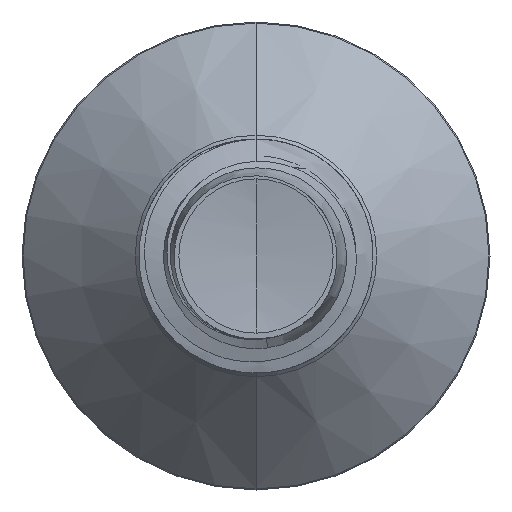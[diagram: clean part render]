
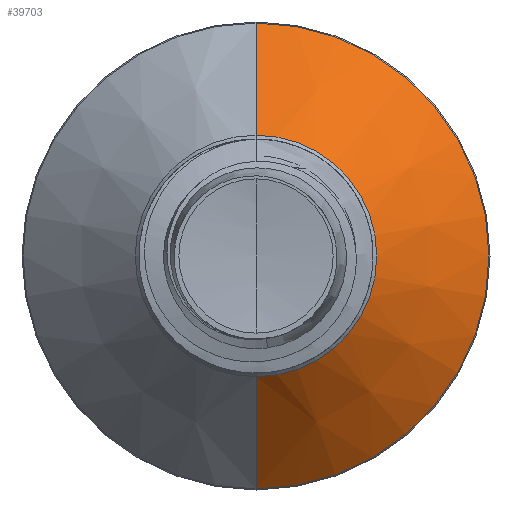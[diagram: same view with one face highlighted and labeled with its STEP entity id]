
A CAD part, front view. The second image highlights one B-rep face of the part: STEP entity #39703.
In plain terms, the highlighted conical face has half-angle 45 degrees and reference radius 4.129 mm.
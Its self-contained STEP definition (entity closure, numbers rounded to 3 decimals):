
#630 = EDGE_CURVE ( 'NONE', #35653, #18254, #9516, .T. ) ;
#1224 = ORIENTED_EDGE ( 'NONE', *, *, #10518, .F. ) ;
#1378 = DIRECTION ( 'NONE',  ( 0., 1., 0. ) ) ;
#1453 = CIRCLE ( 'NONE', #10991, 4.129 ) ;
#2325 = CARTESIAN_POINT ( 'NONE',  ( 0., 39.015, 7.965 ) ) ;
#3349 = DIRECTION ( 'NONE',  ( 0., 0., 1. ) ) ;
#4859 = DIRECTION ( 'NONE',  ( 0., 0., 1. ) ) ;
#7003 = EDGE_LOOP ( 'NONE', ( #27911, #10182, #18458, #1224 ) ) ;
#7954 = AXIS2_PLACEMENT_3D ( 'NONE', #27370, #1378, #4859 ) ;
#9516 = CIRCLE ( 'NONE', #18387, 7.965 ) ;
#10182 = ORIENTED_EDGE ( 'NONE', *, *, #11109, .T. ) ;
#10323 = EDGE_CURVE ( 'NONE', #34009, #34590, #1453, .T. ) ;
#10518 = EDGE_CURVE ( 'NONE', #34009, #35653, #33082, .T. ) ;
#10991 = AXIS2_PLACEMENT_3D ( 'NONE', #39696, #23190, #3349 ) ;
#11109 = EDGE_CURVE ( 'NONE', #34590, #18254, #30482, .T. ) ;
#11832 = DIRECTION ( 'NONE',  ( 0., 0., 1. ) ) ;
#11844 = DIRECTION ( 'NONE',  ( 0., 1., 0. ) ) ;
#11925 = CARTESIAN_POINT ( 'NONE',  ( 0., 39.015, 0. ) ) ;
#17275 = VECTOR ( 'NONE', #27363, 1000. ) ;
#18254 = VERTEX_POINT ( 'NONE', #27867 ) ;
#18387 = AXIS2_PLACEMENT_3D ( 'NONE', #11925, #11844, #11832 ) ;
#18458 = ORIENTED_EDGE ( 'NONE', *, *, #630, .F. ) ;
#23147 = FACE_OUTER_BOUND ( 'NONE', #7003, .T. ) ;
#23190 = DIRECTION ( 'NONE',  ( 0., 1., 0. ) ) ;
#24487 = CARTESIAN_POINT ( 'NONE',  ( 0., 35.179, 4.129 ) ) ;
#27363 = DIRECTION ( 'NONE',  ( 0., 0.707, 0.707 ) ) ;
#27370 = CARTESIAN_POINT ( 'NONE',  ( 0., 35.179, 0. ) ) ;
#27867 = CARTESIAN_POINT ( 'NONE',  ( 0., 39.015, -7.965 ) ) ;
#27911 = ORIENTED_EDGE ( 'NONE', *, *, #10323, .T. ) ;
#29604 = VECTOR ( 'NONE', #35177, 1000. ) ;
#30482 = LINE ( 'NONE', #32477, #29604 ) ;
#32477 = CARTESIAN_POINT ( 'NONE',  ( 0., 35.179, -4.129 ) ) ;
#33072 = CARTESIAN_POINT ( 'NONE',  ( 0., 35.179, -4.129 ) ) ;
#33082 = LINE ( 'NONE', #24487, #17275 ) ;
#34009 = VERTEX_POINT ( 'NONE', #35418 ) ;
#34590 = VERTEX_POINT ( 'NONE', #33072 ) ;
#35177 = DIRECTION ( 'NONE',  ( 0., 0.707, -0.707 ) ) ;
#35418 = CARTESIAN_POINT ( 'NONE',  ( 0., 35.179, 4.129 ) ) ;
#35466 = CONICAL_SURFACE ( 'NONE', #7954, 4.129, 0.785 ) ;
#35653 = VERTEX_POINT ( 'NONE', #2325 ) ;
#39696 = CARTESIAN_POINT ( 'NONE',  ( 0., 35.179, 0. ) ) ;
#39703 = ADVANCED_FACE ( 'NONE', ( #23147 ), #35466, .T. ) ;
